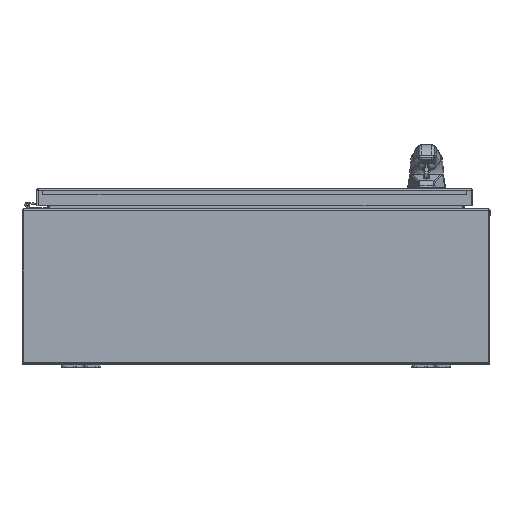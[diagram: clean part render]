
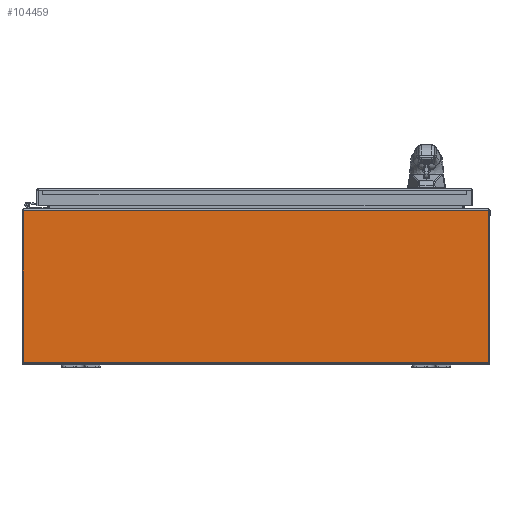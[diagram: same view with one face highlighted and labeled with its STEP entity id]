
A CAD part, front view. The second image highlights one B-rep face of the part: STEP entity #104459.
In plain terms, the highlighted planar face has unit normal (0, -1, 0).
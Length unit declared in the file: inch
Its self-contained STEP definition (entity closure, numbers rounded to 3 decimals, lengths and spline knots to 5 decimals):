
#1106 = CARTESIAN_POINT ( 'NONE',  ( 0., -15., 4.00948 ) ) ;
#1259 = DIRECTION ( 'NONE',  ( -1., 0., 0. ) ) ;
#1289 = LINE ( 'NONE', #47025, #20020 ) ;
#5625 = CARTESIAN_POINT ( 'NONE',  ( 11.88277, -15., 0.10525 ) ) ;
#7316 = DIRECTION ( 'NONE',  ( 0., 0., -1. ) ) ;
#8309 = VERTEX_POINT ( 'NONE', #42960 ) ;
#8821 = LINE ( 'NONE', #77222, #33101 ) ;
#9288 = ORIENTED_EDGE ( 'NONE', *, *, #84922, .T. ) ;
#9599 = AXIS2_PLACEMENT_3D ( 'NONE', #35954, #35802, #35655 ) ;
#10417 = DIRECTION ( 'NONE',  ( 1., 0., 0. ) ) ;
#16456 = VERTEX_POINT ( 'NONE', #83860 ) ;
#18591 = CARTESIAN_POINT ( 'NONE',  ( 11.963, -15., 7.89475 ) ) ;
#20020 = VECTOR ( 'NONE', #1259, 39.37008 ) ;
#20595 = CARTESIAN_POINT ( 'NONE',  ( 11.91495, -15., 7.89475 ) ) ;
#20992 = VECTOR ( 'NONE', #94763, 39.37008 ) ;
#21523 = EDGE_CURVE ( 'NONE', #87059, #8309, #98718, .T. ) ;
#24051 = LINE ( 'NONE', #117801, #45620 ) ;
#24874 = VERTEX_POINT ( 'NONE', #37727 ) ;
#27252 = DIRECTION ( 'NONE',  ( 0., 0., 1. ) ) ;
#32558 = VERTEX_POINT ( 'NONE', #20595 ) ;
#32822 = DIRECTION ( 'NONE',  ( 0., 1., 0. ) ) ;
#33101 = VECTOR ( 'NONE', #113996, 39.37008 ) ;
#35655 = DIRECTION ( 'NONE',  ( 1., 0., 0. ) ) ;
#35802 = DIRECTION ( 'NONE',  ( 0., 1., 0. ) ) ;
#35954 = CARTESIAN_POINT ( 'NONE',  ( 11.93789, -15., 0.06211 ) ) ;
#37727 = CARTESIAN_POINT ( 'NONE',  ( -11.88277, -15., 0.10525 ) ) ;
#39353 = CARTESIAN_POINT ( 'NONE',  ( -11.91495, -15., 7.89475 ) ) ;
#40393 = LINE ( 'NONE', #82579, #111312 ) ;
#42000 = VECTOR ( 'NONE', #65677, 39.37008 ) ;
#42960 = CARTESIAN_POINT ( 'NONE',  ( 11.963, -15., 0.12745 ) ) ;
#44237 = CIRCLE ( 'NONE', #52367, 0.07 ) ;
#45313 = CARTESIAN_POINT ( 'NONE',  ( -11.963, -15., 7.89475 ) ) ;
#45620 = VECTOR ( 'NONE', #7316, 39.37008 ) ;
#47026 = ORIENTED_EDGE ( 'NONE', *, *, #68563, .F. ) ;
#47025 = CARTESIAN_POINT ( 'NONE',  ( 11.963, -15., 7.89475 ) ) ;
#51981 = ORIENTED_EDGE ( 'NONE', *, *, #83337, .T. ) ;
#52367 = AXIS2_PLACEMENT_3D ( 'NONE', #88204, #32822, #97559 ) ;
#53029 = EDGE_CURVE ( 'NONE', #32558, #55757, #115773, .T. ) ;
#53414 = ORIENTED_EDGE ( 'NONE', *, *, #95239, .F. ) ;
#55757 = VERTEX_POINT ( 'NONE', #107366 ) ;
#65431 = DIRECTION ( 'NONE',  ( 0., 1., 0. ) ) ;
#65677 = DIRECTION ( 'NONE',  ( -1., 0., 0. ) ) ;
#68563 = EDGE_CURVE ( 'NONE', #16456, #101496, #40393, .T. ) ;
#72225 = ORIENTED_EDGE ( 'NONE', *, *, #84575, .T. ) ;
#77222 = CARTESIAN_POINT ( 'NONE',  ( -11.88277, -15., 0.10525 ) ) ;
#82579 = CARTESIAN_POINT ( 'NONE',  ( -11.963, -15., 0.12745 ) ) ;
#83337 = EDGE_CURVE ( 'NONE', #24874, #87059, #8821, .T. ) ;
#83860 = CARTESIAN_POINT ( 'NONE',  ( -11.963, -15., 0.12745 ) ) ;
#84575 = EDGE_CURVE ( 'NONE', #111063, #32558, #1289, .T. ) ;
#84922 = EDGE_CURVE ( 'NONE', #16456, #24874, #44237, .T. ) ;
#85303 = AXIS2_PLACEMENT_3D ( 'NONE', #1106, #65431, #10417 ) ;
#87059 = VERTEX_POINT ( 'NONE', #5625 ) ;
#87063 = ORIENTED_EDGE ( 'NONE', *, *, #21523, .T. ) ;
#87281 = CARTESIAN_POINT ( 'NONE',  ( 11.91495, -15., 7.89475 ) ) ;
#87802 = ORIENTED_EDGE ( 'NONE', *, *, #88648, .T. ) ;
#88204 = CARTESIAN_POINT ( 'NONE',  ( -11.93789, -15., 0.06211 ) ) ;
#88648 = EDGE_CURVE ( 'NONE', #55757, #101496, #94594, .T. ) ;
#94326 = FACE_OUTER_BOUND ( 'NONE', #100675, .T. ) ;
#94594 = LINE ( 'NONE', #39353, #20992 ) ;
#94763 = DIRECTION ( 'NONE',  ( -1., 0., 0. ) ) ;
#95239 = EDGE_CURVE ( 'NONE', #111063, #8309, #24051, .T. ) ;
#97559 = DIRECTION ( 'NONE',  ( 1., 0., 0. ) ) ;
#98718 = CIRCLE ( 'NONE', #9599, 0.07 ) ;
#98861 = ORIENTED_EDGE ( 'NONE', *, *, #53029, .T. ) ;
#100675 = EDGE_LOOP ( 'NONE', ( #72225, #98861, #87802, #47026, #9288, #51981, #87063, #53414 ) ) ;
#101496 = VERTEX_POINT ( 'NONE', #45313 ) ;
#101502 = PLANE ( 'NONE',  #85303 ) ;
#104459 = ADVANCED_FACE ( 'NONE', ( #94326 ), #101502, .F. ) ;
#107366 = CARTESIAN_POINT ( 'NONE',  ( -11.91495, -15., 7.89475 ) ) ;
#111063 = VERTEX_POINT ( 'NONE', #18591 ) ;
#111312 = VECTOR ( 'NONE', #27252, 39.37008 ) ;
#113996 = DIRECTION ( 'NONE',  ( 1., 0., 0. ) ) ;
#115773 = LINE ( 'NONE', #87281, #42000 ) ;
#117801 = CARTESIAN_POINT ( 'NONE',  ( 11.963, -15., 7.89475 ) ) ;
